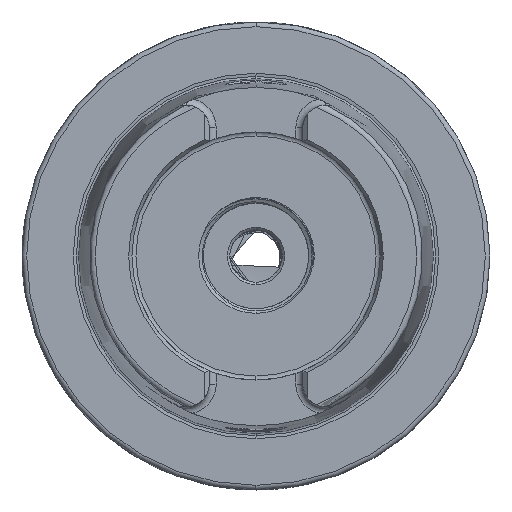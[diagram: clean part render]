
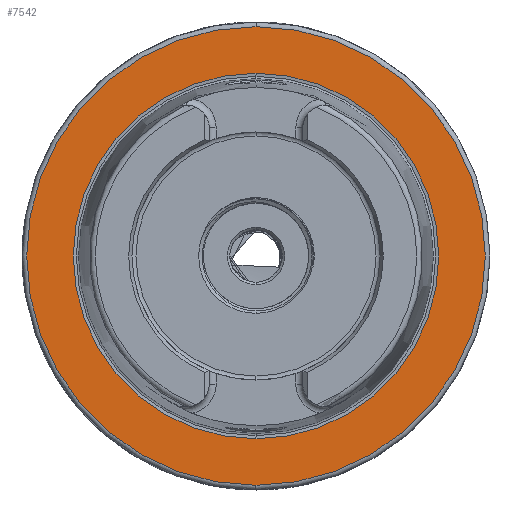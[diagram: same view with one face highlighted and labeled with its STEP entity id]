
A CAD part, left-side view. The second image highlights one B-rep face of the part: STEP entity #7542.
In plain terms, the highlighted planar face has unit normal (-1, 0, 0).
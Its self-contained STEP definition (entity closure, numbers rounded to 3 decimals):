
#138 = AXIS2_PLACEMENT_3D ( 'NONE', #19464, #19465, #19468 ) ;
#2849 = EDGE_LOOP ( 'NONE', ( #7971, #7972 ) ) ;
#2850 = EDGE_LOOP ( 'NONE', ( #7974, #7973 ) ) ;
#4083 = VERTEX_POINT ( 'NONE', #4494 ) ;
#4087 = VERTEX_POINT ( 'NONE', #4496 ) ;
#4494 = CARTESIAN_POINT ( 'NONE',  ( 0., 0., -49. ) ) ;
#4496 = CARTESIAN_POINT ( 'NONE',  ( 0., 0., 49. ) ) ;
#7542 = ADVANCED_FACE ( 'NONE', ( #18224, #18227 ), #19461, .T. ) ;
#7971 = ORIENTED_EDGE ( 'NONE', *, *, #11007, .T. ) ;
#7972 = ORIENTED_EDGE ( 'NONE', *, *, #10901, .T. ) ;
#7973 = ORIENTED_EDGE ( 'NONE', *, *, #10900, .T. ) ;
#7974 = ORIENTED_EDGE ( 'NONE', *, *, #11025, .T. ) ;
#8916 = VERTEX_POINT ( 'NONE', #23177 ) ;
#10900 = EDGE_CURVE ( 'NONE', #19804, #8916, #21499, .T. ) ;
#10901 = EDGE_CURVE ( 'NONE', #4083, #4087, #21500, .T. ) ;
#11007 = EDGE_CURVE ( 'NONE', #4087, #4083, #21548, .T. ) ;
#11025 = EDGE_CURVE ( 'NONE', #8916, #19804, #21553, .T. ) ;
#13773 = CARTESIAN_POINT ( 'NONE',  ( 0., 0., 0. ) ) ;
#13774 = DIRECTION ( 'NONE',  ( 1., 0., 0. ) ) ;
#13775 = DIRECTION ( 'NONE',  ( 0., 0., -1. ) ) ;
#14708 = CARTESIAN_POINT ( 'NONE',  ( 0., 0., 0. ) ) ;
#14710 = DIRECTION ( 'NONE',  ( -1., 0., 0. ) ) ;
#14712 = DIRECTION ( 'NONE',  ( 0., 0., 1. ) ) ;
#14756 = AXIS2_PLACEMENT_3D ( 'NONE', #14708, #14710, #14712 ) ;
#14763 = AXIS2_PLACEMENT_3D ( 'NONE', #13773, #13774, #13775 ) ;
#15397 = AXIS2_PLACEMENT_3D ( 'NONE', #18940, #18941, #18942 ) ;
#18086 = CARTESIAN_POINT ( 'NONE',  ( 0., 0., -39.054 ) ) ;
#18224 = FACE_OUTER_BOUND ( 'NONE', #2849, .T. ) ;
#18227 = FACE_BOUND ( 'NONE', #2850, .T. ) ;
#18940 = CARTESIAN_POINT ( 'NONE',  ( 0., 0., 0. ) ) ;
#18941 = DIRECTION ( 'NONE',  ( 1., 0., 0. ) ) ;
#18942 = DIRECTION ( 'NONE',  ( 0., 0., -1. ) ) ;
#18943 = CARTESIAN_POINT ( 'NONE',  ( 0., 0., 0. ) ) ;
#18944 = DIRECTION ( 'NONE',  ( -1., 0., 0. ) ) ;
#18945 = DIRECTION ( 'NONE',  ( 0., 0., 1. ) ) ;
#19461 = PLANE ( 'NONE',  #138 ) ;
#19464 = CARTESIAN_POINT ( 'NONE',  ( 0., 39.054, 0. ) ) ;
#19465 = DIRECTION ( 'NONE',  ( -1., 0., 0. ) ) ;
#19468 = DIRECTION ( 'NONE',  ( 0., 0., 1. ) ) ;
#19804 = VERTEX_POINT ( 'NONE', #18086 ) ;
#21499 = CIRCLE ( 'NONE', #15397, 39.054 ) ;
#21500 = CIRCLE ( 'NONE', #23339, 49. ) ;
#21548 = CIRCLE ( 'NONE', #14756, 49. ) ;
#21553 = CIRCLE ( 'NONE', #14763, 39.054 ) ;
#23177 = CARTESIAN_POINT ( 'NONE',  ( 0., 0., 39.054 ) ) ;
#23339 = AXIS2_PLACEMENT_3D ( 'NONE', #18943, #18944, #18945 ) ;
